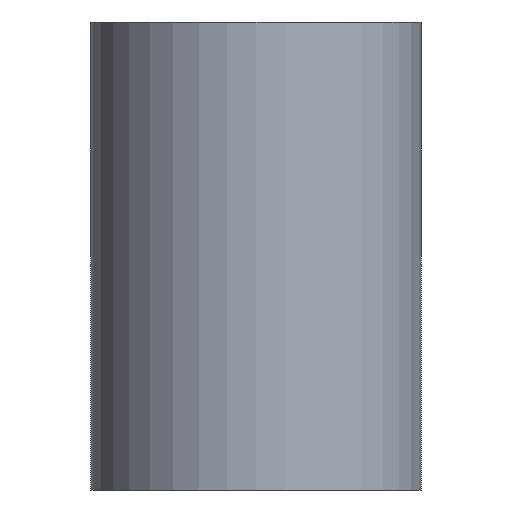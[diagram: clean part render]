
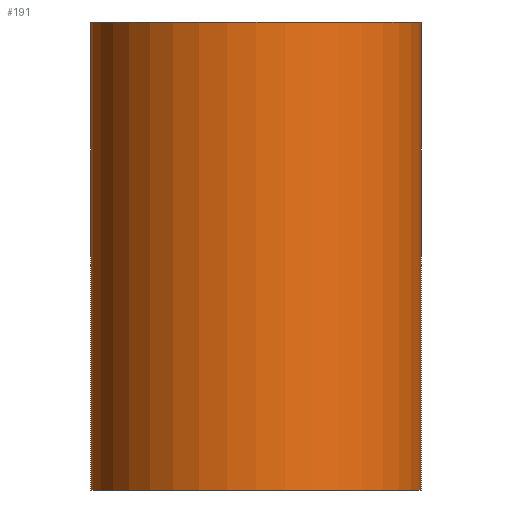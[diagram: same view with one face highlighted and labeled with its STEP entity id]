
A CAD part, left-side view. The second image highlights one B-rep face of the part: STEP entity #191.
In plain terms, the highlighted cylindrical face has radius 26.5 mm (diameter 53 mm), a partial arc.
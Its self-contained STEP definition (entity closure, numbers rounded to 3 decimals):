
#26=FACE_OUTER_BOUND('',#36,.T.);
#36=EDGE_LOOP('',(#140,#141,#142,#143));
#52=LINE('',#319,#68);
#53=LINE('',#322,#69);
#68=VECTOR('',#265,10.);
#69=VECTOR('',#268,10.);
#80=CIRCLE('',#226,26.5);
#81=CIRCLE('',#227,26.5);
#92=VERTEX_POINT('',#315);
#93=VERTEX_POINT('',#316);
#94=VERTEX_POINT('',#318);
#95=VERTEX_POINT('',#320);
#112=EDGE_CURVE('',#92,#93,#80,.T.);
#113=EDGE_CURVE('',#93,#94,#52,.T.);
#114=EDGE_CURVE('',#95,#94,#81,.T.);
#115=EDGE_CURVE('',#92,#95,#53,.T.);
#140=ORIENTED_EDGE('',*,*,#112,.T.);
#141=ORIENTED_EDGE('',*,*,#113,.T.);
#142=ORIENTED_EDGE('',*,*,#114,.F.);
#143=ORIENTED_EDGE('',*,*,#115,.F.);
#174=CYLINDRICAL_SURFACE('',#225,26.5);
#191=ADVANCED_FACE('',(#26),#174,.T.);
#225=AXIS2_PLACEMENT_3D('',#314,#261,#262);
#226=AXIS2_PLACEMENT_3D('',#317,#263,#264);
#227=AXIS2_PLACEMENT_3D('',#321,#266,#267);
#261=DIRECTION('center_axis',(0.,0.,1.));
#262=DIRECTION('ref_axis',(0.,1.,0.));
#263=DIRECTION('center_axis',(0.,0.,1.));
#264=DIRECTION('ref_axis',(0.,1.,0.));
#265=DIRECTION('',(0.,0.,1.));
#266=DIRECTION('center_axis',(0.,0.,1.));
#267=DIRECTION('ref_axis',(0.,1.,0.));
#268=DIRECTION('',(0.,0.,1.));
#314=CARTESIAN_POINT('Origin',(0.,0.,0.));
#315=CARTESIAN_POINT('',(0.,26.5,0.));
#316=CARTESIAN_POINT('',(0.,-26.5,0.));
#317=CARTESIAN_POINT('Origin',(0.,0.,0.));
#318=CARTESIAN_POINT('',(0.,-26.5,75.));
#319=CARTESIAN_POINT('',(0.,-26.5,0.));
#320=CARTESIAN_POINT('',(0.,26.5,75.));
#321=CARTESIAN_POINT('Origin',(0.,0.,75.));
#322=CARTESIAN_POINT('',(0.,26.5,0.));
